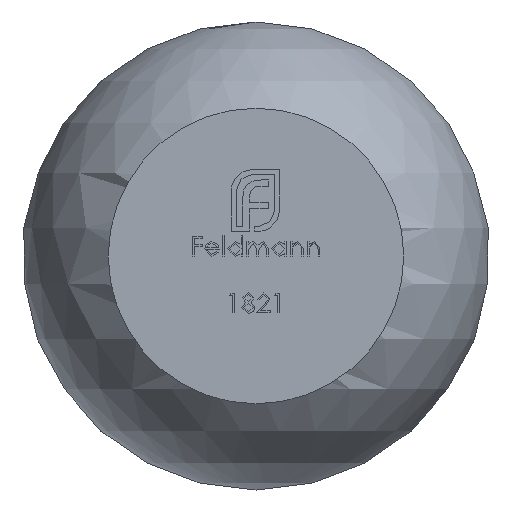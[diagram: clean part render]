
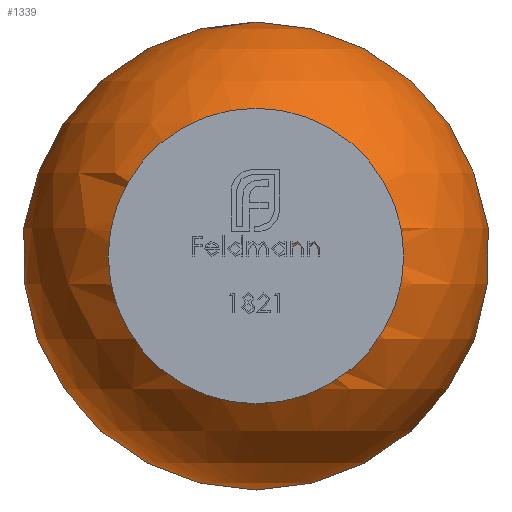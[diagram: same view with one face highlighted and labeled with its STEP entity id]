
A CAD part, front view. The second image highlights one B-rep face of the part: STEP entity #1339.
In plain terms, the highlighted spherical face has radius 9.5 mm.
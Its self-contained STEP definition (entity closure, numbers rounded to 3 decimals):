
#1339 = ADVANCED_FACE ( 'NONE', ( #2642 ), #3511, .T. ) ;
#2642 = FACE_OUTER_BOUND ( 'NONE', #6114, .T. ) ;
#2660 = VERTEX_POINT ( 'NONE', #7615 ) ;
#2773 = AXIS2_PLACEMENT_3D ( 'NONE', #5316, #9434, #10214 ) ;
#3511 = SPHERICAL_SURFACE ( 'NONE', #2773, 9.5 ) ;
#3522 = CARTESIAN_POINT ( 'NONE',  ( 0., 1002.422, 0. ) ) ;
#4292 = DIRECTION ( 'NONE',  ( 0., -1., 0. ) ) ;
#4501 = EDGE_CURVE ( 'NONE', #2660, #2660, #6716, .T. ) ;
#4720 = AXIS2_PLACEMENT_3D ( 'NONE', #3522, #4292, #8343 ) ;
#5316 = CARTESIAN_POINT ( 'NONE',  ( 0., 1010.5, 0. ) ) ;
#6114 = EDGE_LOOP ( 'NONE', ( #6329 ) ) ;
#6329 = ORIENTED_EDGE ( 'NONE', *, *, #4501, .F. ) ;
#6716 = CIRCLE ( 'NONE', #4720, 5. ) ;
#7615 = CARTESIAN_POINT ( 'NONE',  ( 0., 1002.422, -5. ) ) ;
#8343 = DIRECTION ( 'NONE',  ( 0., 0., -1. ) ) ;
#9434 = DIRECTION ( 'NONE',  ( 0., 0., 1. ) ) ;
#10214 = DIRECTION ( 'NONE',  ( 1., 0., 0. ) ) ;
